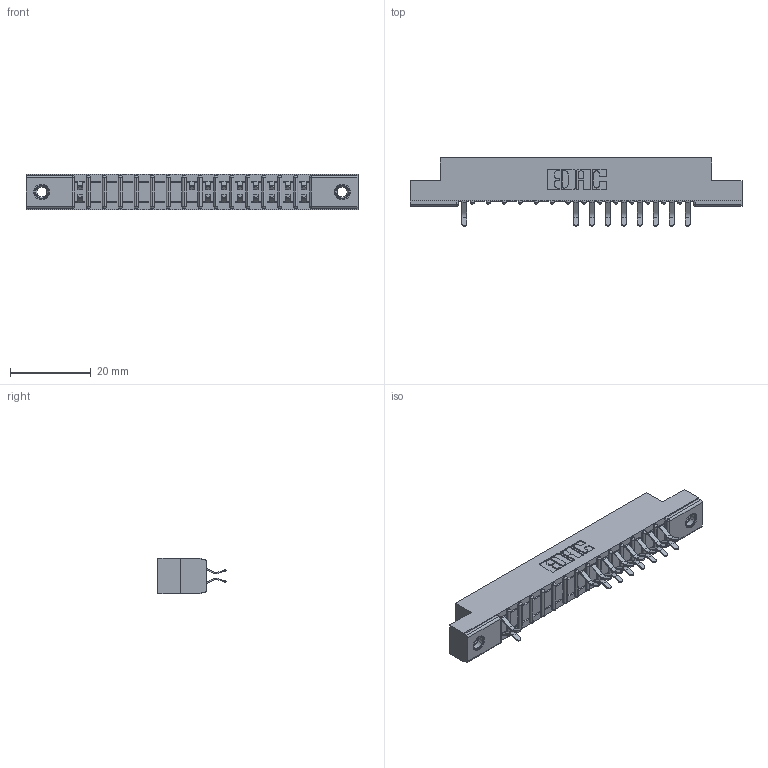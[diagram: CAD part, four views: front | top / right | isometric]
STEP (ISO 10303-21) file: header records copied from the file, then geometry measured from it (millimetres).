
FILE_DESCRIPTION (( 'STEP AP203' ), '1' );
FILE_NAME ('307-030-556-207.STEP', '2018-08-04T19:48:39', ( '' ), ( '' ), 'SwSTEP 2.0', 'SolidWorks 2016', '' );
FILE_SCHEMA (( 'CONFIG_CONTROL_DESIGN' ));
Length unit declared in the file: inch
Products named in the file (4): 307 Part_.156 Dia Mounting Holes; 307-290-001_556; 345-250-001_345-250-005-103; 307-030-556-207
Assembly tree (20 placements, depth 2):
  307-030-556-207
    307 Part_.156 Dia Mounting Holes
    307-290-001_556  x17
    345-250-001_345-250-005-103  x2
Bounding box: 82.45 x 16.97 x 8.71 mm (x, y, z)
Volume: 5208.9 mm3; surface area: 7862.3 mm2
Topology: 20 solids, 20 shells, 1174 faces, 3289 edges, 2118 vertices
Faces by surface type: plane 741, cylinder 385, sphere 32, cone 12, torus 4
Entity records: 17541 total; most frequent: CARTESIAN_POINT 2917, ORIENTED_EDGE 2894, DIRECTION 2865, EDGE_CURVE 1447, LINE 1097, VECTOR 1097, VERTEX_POINT 936, AXIS2_PLACEMENT_3D 884
